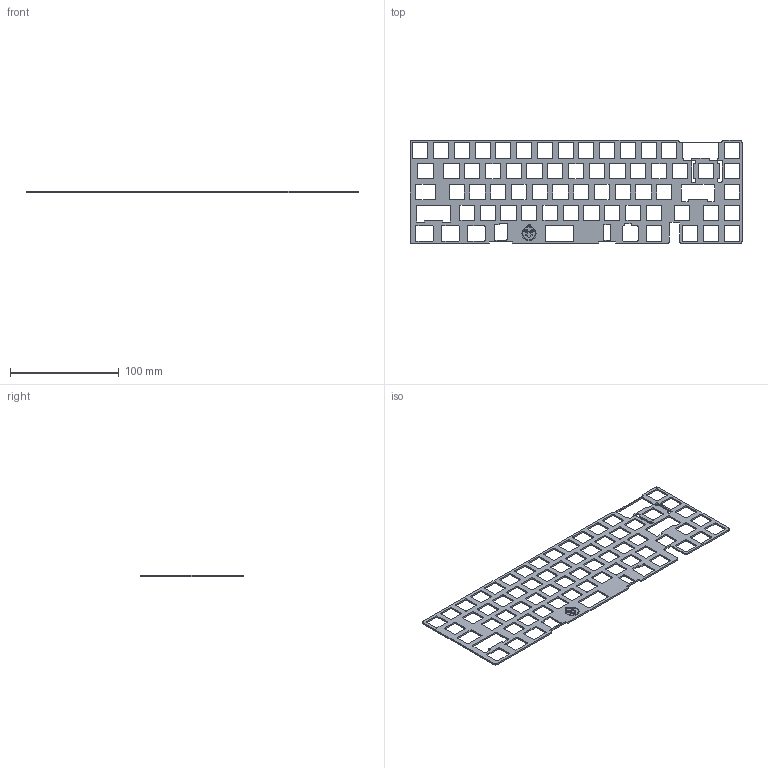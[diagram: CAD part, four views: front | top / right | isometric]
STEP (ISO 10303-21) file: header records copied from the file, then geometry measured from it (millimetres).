
FILE_DESCRIPTION(/* description */ (''),/* implementation_level */ '2;1');
FILE_NAME(/* name */ 'c65plate.step',/* time_stamp */ '2023-04-28T22:41:30-07:00',/* author */ (''),/* organization */ (''),/* preprocessor_version */ 'ST-DEVELOPER v19.2',/* originating_system */ 'Autodesk Translation Framework v12.4.0.73',/* authorisation */ '');
FILE_SCHEMA (('AUTOMOTIVE_DESIGN { 1 0 10303 214 3 1 1 }'));
Length unit declared in the file: millimetre
Products named in the file (1): Ciel65
Bounding box: 304.8 x 95.25 x 1.5 mm (x, y, z)
Volume: 21007.4 mm3; surface area: 35425.3 mm2
Topology: 1 solids, 1 shells, 718 faces, 2121 edges, 1414 vertices
Faces by surface type: cylinder 359, plane 353, bspline 6
Entity records: 24570 total; most frequent: CARTESIAN_POINT 4360, DIRECTION 4261, ORIENTED_EDGE 4242, EDGE_CURVE 2121, AXIS2_PLACEMENT_3D 1435, VERTEX_POINT 1414, LINE 1391, VECTOR 1391
